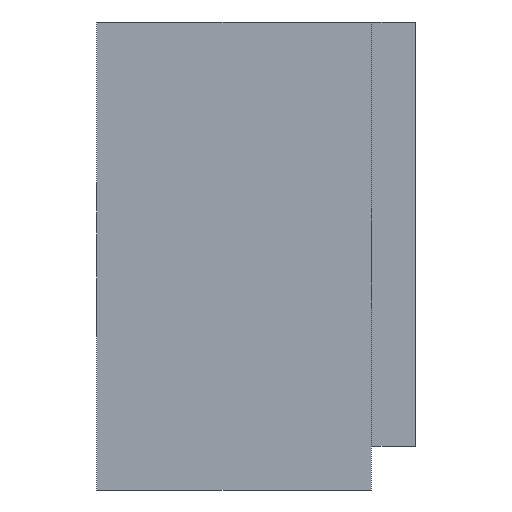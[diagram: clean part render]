
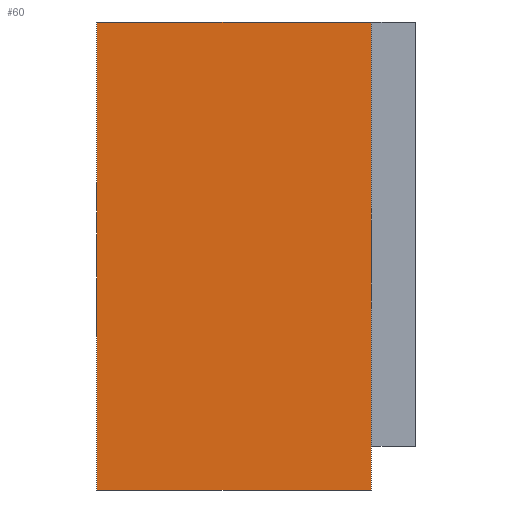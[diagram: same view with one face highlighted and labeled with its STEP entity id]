
A CAD part, left-side view. The second image highlights one B-rep face of the part: STEP entity #60.
In plain terms, the highlighted planar face has unit normal (-1, 0, 0).
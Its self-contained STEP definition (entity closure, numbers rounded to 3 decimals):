
#60 = ADVANCED_FACE( '', ( #130 ), #131, .F. );
#130 = FACE_OUTER_BOUND( '', #207, .T. );
#131 = PLANE( '', #208 );
#207 = EDGE_LOOP( '', ( #309, #310, #311, #312 ) );
#208 = AXIS2_PLACEMENT_3D( '', #313, #314, #315 );
#309 = ORIENTED_EDGE( '', *, *, #450, .T. );
#310 = ORIENTED_EDGE( '', *, *, #451, .F. );
#311 = ORIENTED_EDGE( '', *, *, #421, .F. );
#312 = ORIENTED_EDGE( '', *, *, #452, .T. );
#313 = CARTESIAN_POINT( '', ( -49.95, -25., 21.3 ) );
#314 = DIRECTION( '', ( 1., 0., 0. ) );
#315 = DIRECTION( '', ( 0., 0., -1. ) );
#421 = EDGE_CURVE( '', #488, #483, #490, .T. );
#450 = EDGE_CURVE( '', #537, #538, #539, .T. );
#451 = EDGE_CURVE( '', #483, #538, #540, .T. );
#452 = EDGE_CURVE( '', #488, #537, #541, .T. );
#483 = VERTEX_POINT( '', #579 );
#488 = VERTEX_POINT( '', #586 );
#490 = LINE( '', #589, #590 );
#537 = VERTEX_POINT( '', #651 );
#538 = VERTEX_POINT( '', #652 );
#539 = LINE( '', #653, #654 );
#540 = LINE( '', #655, #656 );
#541 = LINE( '', #657, #658 );
#579 = CARTESIAN_POINT( '', ( -49.95, -25., -21.3 ) );
#586 = CARTESIAN_POINT( '', ( -49.95, -25., 21.3 ) );
#589 = CARTESIAN_POINT( '', ( -49.95, -25., 21.3 ) );
#590 = VECTOR( '', #714, 1000. );
#651 = CARTESIAN_POINT( '', ( -49.95, 0., 21.3 ) );
#652 = CARTESIAN_POINT( '', ( -49.95, 0., -21.3 ) );
#653 = CARTESIAN_POINT( '', ( -49.95, 0., 21.3 ) );
#654 = VECTOR( '', #747, 1000. );
#655 = CARTESIAN_POINT( '', ( -49.95, -25., -21.3 ) );
#656 = VECTOR( '', #748, 1000. );
#657 = CARTESIAN_POINT( '', ( -49.95, -25., 21.3 ) );
#658 = VECTOR( '', #749, 1000. );
#714 = DIRECTION( '', ( 0., 0., -1. ) );
#747 = DIRECTION( '', ( 0., 0., -1. ) );
#748 = DIRECTION( '', ( 0., 1., 0. ) );
#749 = DIRECTION( '', ( 0., 1., 0. ) );
